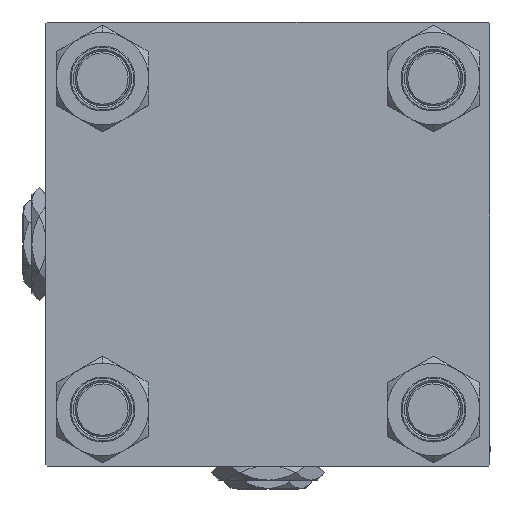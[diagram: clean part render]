
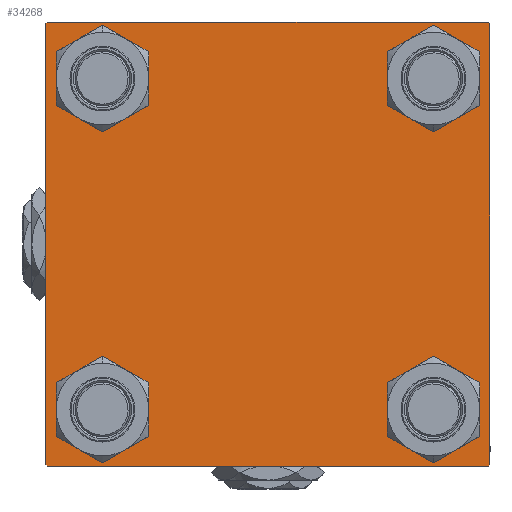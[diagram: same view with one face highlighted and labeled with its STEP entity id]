
A CAD part, left-side view. The second image highlights one B-rep face of the part: STEP entity #34268.
In plain terms, the highlighted planar face has unit normal (-1, 0, 0).
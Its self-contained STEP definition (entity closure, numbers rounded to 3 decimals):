
#125 = DIRECTION ( 'NONE',  ( 1., 0., 0. ) ) ;
#168 = EDGE_CURVE ( 'NONE', #36713, #23141, #11230, .T. ) ;
#274 = ORIENTED_EDGE ( 'NONE', *, *, #34696, .T. ) ;
#537 = EDGE_CURVE ( 'NONE', #32585, #15691, #26511, .T. ) ;
#633 = VERTEX_POINT ( 'NONE', #22593 ) ;
#1338 = FACE_OUTER_BOUND ( 'NONE', #15700, .T. ) ;
#1619 = VECTOR ( 'NONE', #31665, 1000. ) ;
#1740 = EDGE_CURVE ( 'NONE', #43018, #35277, #3941, .T. ) ;
#1834 = CARTESIAN_POINT ( 'NONE',  ( 0., -65., -64.5 ) ) ;
#2205 = AXIS2_PLACEMENT_3D ( 'NONE', #40219, #35938, #15320 ) ;
#2477 = EDGE_CURVE ( 'NONE', #23141, #30890, #8085, .T. ) ;
#2631 = CARTESIAN_POINT ( 'NONE',  ( 0., -65., 65. ) ) ;
#2773 = CARTESIAN_POINT ( 'NONE',  ( 0., -48.45, 39.95 ) ) ;
#3024 = CARTESIAN_POINT ( 'NONE',  ( 0., -48.45, 48.45 ) ) ;
#3158 = LINE ( 'NONE', #2631, #47380 ) ;
#3941 = LINE ( 'NONE', #4210, #40198 ) ;
#4076 = CARTESIAN_POINT ( 'NONE',  ( 0., 64.5, -65. ) ) ;
#4210 = CARTESIAN_POINT ( 'NONE',  ( 0., 64.75, 64.75 ) ) ;
#4730 = CIRCLE ( 'NONE', #35486, 8.5 ) ;
#4830 = ORIENTED_EDGE ( 'NONE', *, *, #25220, .T. ) ;
#5433 = DIRECTION ( 'NONE',  ( 0., 0., 1. ) ) ;
#6514 = DIRECTION ( 'NONE',  ( 0., 0., -1. ) ) ;
#7043 = CARTESIAN_POINT ( 'NONE',  ( 0., 65., 65. ) ) ;
#7262 = VERTEX_POINT ( 'NONE', #9380 ) ;
#7649 = EDGE_LOOP ( 'NONE', ( #9426, #4830 ) ) ;
#7791 = EDGE_LOOP ( 'NONE', ( #52309, #22771 ) ) ;
#7899 = CIRCLE ( 'NONE', #12183, 8.5 ) ;
#8085 = LINE ( 'NONE', #40745, #39406 ) ;
#8316 = FACE_BOUND ( 'NONE', #7791, .T. ) ;
#8949 = DIRECTION ( 'NONE',  ( 0., 0., 1. ) ) ;
#9187 = CARTESIAN_POINT ( 'NONE',  ( 0., 48.45, 48.45 ) ) ;
#9380 = CARTESIAN_POINT ( 'NONE',  ( 0., -48.45, -56.95 ) ) ;
#9426 = ORIENTED_EDGE ( 'NONE', *, *, #18728, .T. ) ;
#9594 = VERTEX_POINT ( 'NONE', #52305 ) ;
#10756 = CARTESIAN_POINT ( 'NONE',  ( 0., 48.45, -56.95 ) ) ;
#10900 = LINE ( 'NONE', #28532, #51685 ) ;
#11230 = LINE ( 'NONE', #16018, #51282 ) ;
#11533 = CIRCLE ( 'NONE', #41448, 8.5 ) ;
#11658 = CARTESIAN_POINT ( 'NONE',  ( 0., -64.5, 65. ) ) ;
#12183 = AXIS2_PLACEMENT_3D ( 'NONE', #45623, #125, #8949 ) ;
#13267 = DIRECTION ( 'NONE',  ( 0., 0., 1. ) ) ;
#14252 = CARTESIAN_POINT ( 'NONE',  ( 0., -64.5, -65. ) ) ;
#14583 = EDGE_CURVE ( 'NONE', #42534, #24576, #3158, .T. ) ;
#15007 = LINE ( 'NONE', #22489, #42752 ) ;
#15073 = DIRECTION ( 'NONE',  ( 1., 0., 0. ) ) ;
#15320 = DIRECTION ( 'NONE',  ( 0., 0., 1. ) ) ;
#15691 = VERTEX_POINT ( 'NONE', #17297 ) ;
#15700 = EDGE_LOOP ( 'NONE', ( #31636, #41925, #32694, #20041, #26481, #274, #38200, #49554 ) ) ;
#15746 = CIRCLE ( 'NONE', #52558, 8.5 ) ;
#15832 = DIRECTION ( 'NONE',  ( 0., -1., 0. ) ) ;
#16018 = CARTESIAN_POINT ( 'NONE',  ( 0., 64.75, -64.75 ) ) ;
#16369 = DIRECTION ( 'NONE',  ( 1., 0., 0. ) ) ;
#16706 = CIRCLE ( 'NONE', #2205, 8.5 ) ;
#17297 = CARTESIAN_POINT ( 'NONE',  ( 0., 48.45, 56.95 ) ) ;
#18488 = DIRECTION ( 'NONE',  ( 0., -0.707, 0.707 ) ) ;
#18728 = EDGE_CURVE ( 'NONE', #31908, #44662, #11533, .T. ) ;
#19580 = LINE ( 'NONE', #7043, #20295 ) ;
#19822 = EDGE_CURVE ( 'NONE', #30890, #24576, #15007, .T. ) ;
#20041 = ORIENTED_EDGE ( 'NONE', *, *, #19822, .T. ) ;
#20295 = VECTOR ( 'NONE', #6514, 1000. ) ;
#20866 = DIRECTION ( 'NONE',  ( -1., 0., 0. ) ) ;
#21066 = CARTESIAN_POINT ( 'NONE',  ( 0., 48.45, -48.45 ) ) ;
#21278 = DIRECTION ( 'NONE',  ( 1., 0., 0. ) ) ;
#21559 = CARTESIAN_POINT ( 'NONE',  ( 0., 65., 65. ) ) ;
#22489 = CARTESIAN_POINT ( 'NONE',  ( 0., -64.75, -64.75 ) ) ;
#22593 = CARTESIAN_POINT ( 'NONE',  ( 0., -48.45, -39.95 ) ) ;
#22771 = ORIENTED_EDGE ( 'NONE', *, *, #537, .T. ) ;
#23091 = CARTESIAN_POINT ( 'NONE',  ( 0., -48.45, -48.45 ) ) ;
#23141 = VERTEX_POINT ( 'NONE', #4076 ) ;
#23339 = LINE ( 'NONE', #21559, #1619 ) ;
#23801 = ORIENTED_EDGE ( 'NONE', *, *, #36602, .T. ) ;
#24360 = FACE_BOUND ( 'NONE', #7649, .T. ) ;
#24377 = CIRCLE ( 'NONE', #44928, 8.5 ) ;
#24576 = VERTEX_POINT ( 'NONE', #1834 ) ;
#24774 = AXIS2_PLACEMENT_3D ( 'NONE', #38686, #21278, #13267 ) ;
#25144 = FACE_BOUND ( 'NONE', #42896, .T. ) ;
#25220 = EDGE_CURVE ( 'NONE', #44662, #31908, #7899, .T. ) ;
#26179 = CARTESIAN_POINT ( 'NONE',  ( 0., 64.5, 65. ) ) ;
#26224 = CARTESIAN_POINT ( 'NONE',  ( 0., 65., 64.5 ) ) ;
#26481 = ORIENTED_EDGE ( 'NONE', *, *, #14583, .F. ) ;
#26511 = CIRCLE ( 'NONE', #24774, 8.5 ) ;
#27390 = DIRECTION ( 'NONE',  ( 0., 0., 1. ) ) ;
#27551 = DIRECTION ( 'NONE',  ( 0., -0.707, -0.707 ) ) ;
#28265 = DIRECTION ( 'NONE',  ( 0., 0.707, 0.707 ) ) ;
#28532 = CARTESIAN_POINT ( 'NONE',  ( 0., -64.75, 64.75 ) ) ;
#28582 = CARTESIAN_POINT ( 'NONE',  ( 0., -48.45, 56.95 ) ) ;
#28620 = AXIS2_PLACEMENT_3D ( 'NONE', #23091, #15073, #27390 ) ;
#29053 = ORIENTED_EDGE ( 'NONE', *, *, #33646, .T. ) ;
#29587 = DIRECTION ( 'NONE',  ( 1., 0., 0. ) ) ;
#29707 = FACE_BOUND ( 'NONE', #36605, .T. ) ;
#29847 = DIRECTION ( 'NONE',  ( 0., 0., 1. ) ) ;
#30890 = VERTEX_POINT ( 'NONE', #14252 ) ;
#31636 = ORIENTED_EDGE ( 'NONE', *, *, #40050, .T. ) ;
#31665 = DIRECTION ( 'NONE',  ( 0., -1., 0. ) ) ;
#31908 = VERTEX_POINT ( 'NONE', #28582 ) ;
#32585 = VERTEX_POINT ( 'NONE', #46836 ) ;
#32686 = CARTESIAN_POINT ( 'NONE',  ( 0., 0., 0. ) ) ;
#32694 = ORIENTED_EDGE ( 'NONE', *, *, #2477, .T. ) ;
#32993 = CARTESIAN_POINT ( 'NONE',  ( 0., 65., -64.5 ) ) ;
#33148 = DIRECTION ( 'NONE',  ( 1., 0., 0. ) ) ;
#33646 = EDGE_CURVE ( 'NONE', #9594, #52781, #15746, .T. ) ;
#34268 = ADVANCED_FACE ( 'NONE', ( #24360, #25144, #29707, #8316, #1338 ), #49794, .T. ) ;
#34696 = EDGE_CURVE ( 'NONE', #42534, #51382, #10900, .T. ) ;
#34935 = EDGE_CURVE ( 'NONE', #633, #7262, #4730, .T. ) ;
#35277 = VERTEX_POINT ( 'NONE', #26224 ) ;
#35486 = AXIS2_PLACEMENT_3D ( 'NONE', #45920, #29587, #29847 ) ;
#35938 = DIRECTION ( 'NONE',  ( 1., 0., 0. ) ) ;
#36115 = EDGE_CURVE ( 'NONE', #15691, #32585, #24377, .T. ) ;
#36602 = EDGE_CURVE ( 'NONE', #52781, #9594, #16706, .T. ) ;
#36605 = EDGE_LOOP ( 'NONE', ( #29053, #23801 ) ) ;
#36713 = VERTEX_POINT ( 'NONE', #32993 ) ;
#37193 = CIRCLE ( 'NONE', #28620, 8.5 ) ;
#38200 = ORIENTED_EDGE ( 'NONE', *, *, #43369, .F. ) ;
#38686 = CARTESIAN_POINT ( 'NONE',  ( 0., 48.45, 48.45 ) ) ;
#38886 = AXIS2_PLACEMENT_3D ( 'NONE', #32686, #20866, #49264 ) ;
#39406 = VECTOR ( 'NONE', #15832, 1000. ) ;
#39879 = ORIENTED_EDGE ( 'NONE', *, *, #49172, .T. ) ;
#40050 = EDGE_CURVE ( 'NONE', #35277, #36713, #19580, .T. ) ;
#40198 = VECTOR ( 'NONE', #52909, 1000. ) ;
#40219 = CARTESIAN_POINT ( 'NONE',  ( 0., 48.45, -48.45 ) ) ;
#40745 = CARTESIAN_POINT ( 'NONE',  ( 0., 65., -65. ) ) ;
#41448 = AXIS2_PLACEMENT_3D ( 'NONE', #3024, #16369, #43967 ) ;
#41925 = ORIENTED_EDGE ( 'NONE', *, *, #168, .T. ) ;
#42534 = VERTEX_POINT ( 'NONE', #50089 ) ;
#42752 = VECTOR ( 'NONE', #18488, 1000. ) ;
#42896 = EDGE_LOOP ( 'NONE', ( #49948, #39879 ) ) ;
#43018 = VERTEX_POINT ( 'NONE', #26179 ) ;
#43369 = EDGE_CURVE ( 'NONE', #43018, #51382, #23339, .T. ) ;
#43967 = DIRECTION ( 'NONE',  ( 0., 0., 1. ) ) ;
#44662 = VERTEX_POINT ( 'NONE', #2773 ) ;
#44928 = AXIS2_PLACEMENT_3D ( 'NONE', #9187, #46116, #5433 ) ;
#45623 = CARTESIAN_POINT ( 'NONE',  ( 0., -48.45, 48.45 ) ) ;
#45920 = CARTESIAN_POINT ( 'NONE',  ( 0., -48.45, -48.45 ) ) ;
#46116 = DIRECTION ( 'NONE',  ( 1., 0., 0. ) ) ;
#46836 = CARTESIAN_POINT ( 'NONE',  ( 0., 48.45, 39.95 ) ) ;
#47380 = VECTOR ( 'NONE', #51354, 1000. ) ;
#49172 = EDGE_CURVE ( 'NONE', #7262, #633, #37193, .T. ) ;
#49264 = DIRECTION ( 'NONE',  ( 0., 0., 1. ) ) ;
#49554 = ORIENTED_EDGE ( 'NONE', *, *, #1740, .T. ) ;
#49725 = DIRECTION ( 'NONE',  ( 0., 0., 1. ) ) ;
#49794 = PLANE ( 'NONE',  #38886 ) ;
#49948 = ORIENTED_EDGE ( 'NONE', *, *, #34935, .T. ) ;
#50089 = CARTESIAN_POINT ( 'NONE',  ( 0., -65., 64.5 ) ) ;
#51282 = VECTOR ( 'NONE', #27551, 1000. ) ;
#51354 = DIRECTION ( 'NONE',  ( 0., 0., -1. ) ) ;
#51382 = VERTEX_POINT ( 'NONE', #11658 ) ;
#51685 = VECTOR ( 'NONE', #28265, 1000. ) ;
#52305 = CARTESIAN_POINT ( 'NONE',  ( 0., 48.45, -39.95 ) ) ;
#52309 = ORIENTED_EDGE ( 'NONE', *, *, #36115, .T. ) ;
#52558 = AXIS2_PLACEMENT_3D ( 'NONE', #21066, #33148, #49725 ) ;
#52781 = VERTEX_POINT ( 'NONE', #10756 ) ;
#52909 = DIRECTION ( 'NONE',  ( 0., 0.707, -0.707 ) ) ;
